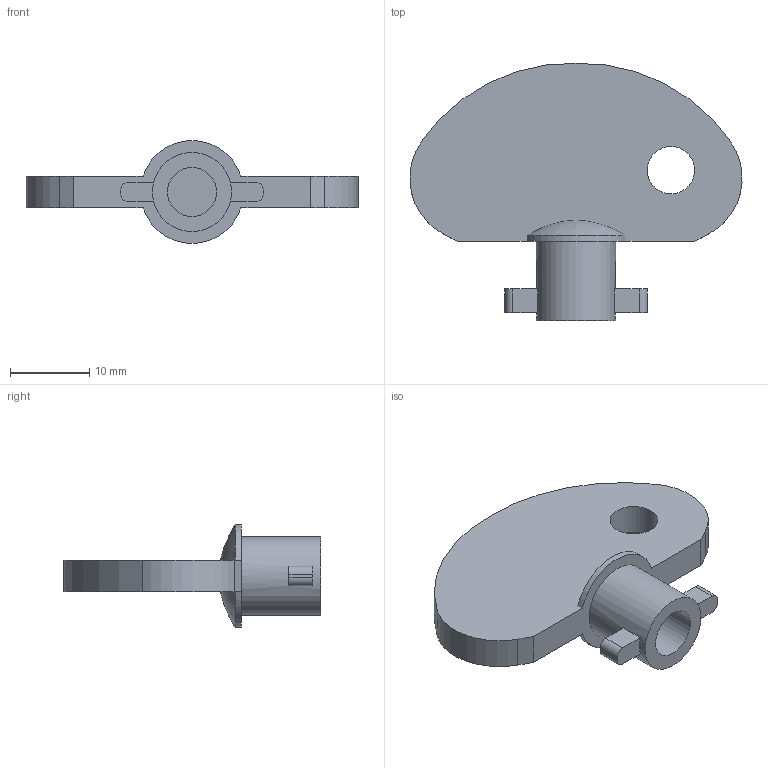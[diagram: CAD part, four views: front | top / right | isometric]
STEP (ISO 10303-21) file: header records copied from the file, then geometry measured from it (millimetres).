
FILE_DESCRIPTION( ( 'STEP AP214' ), '1' );
FILE_NAME( '0K0524.9_.stp', '2020-12-08T10:47:02', ( '' ), ( '' ), ' ', 'PARTsolutions', ' ' );
FILE_SCHEMA( ( 'AUTOMOTIVE_DESIGN { 1 0 10303 214 1 1 1 1 }' ) );
Length unit declared in the file: millimetre
Products named in the file (2): 0K0524.9_; _k0524_betaetigung_0
Assembly tree (1 placements, depth 2):
  0K0524.9_
    _k0524_betaetigung_0
Bounding box: 41.96 x 32.5 x 12.95 mm (x, y, z)
Volume: 3656 mm3; surface area: 2733.6 mm2
Topology: 1 solids, 1 shells, 32 faces, 78 edges, 52 vertices
Faces by surface type: plane 17, cylinder 13, bspline 2
Full cylindrical faces by diameter (mm): 6 x1, 6.2 x1, 10 x1
Entity records: 1287 total; most frequent: CARTESIAN_POINT 225, DIRECTION 167, ORIENTED_EDGE 150, EDGE_CURVE 75, AXIS2_PLACEMENT_3D 62, VERTEX_POINT 52, LINE 43, VECTOR 43
